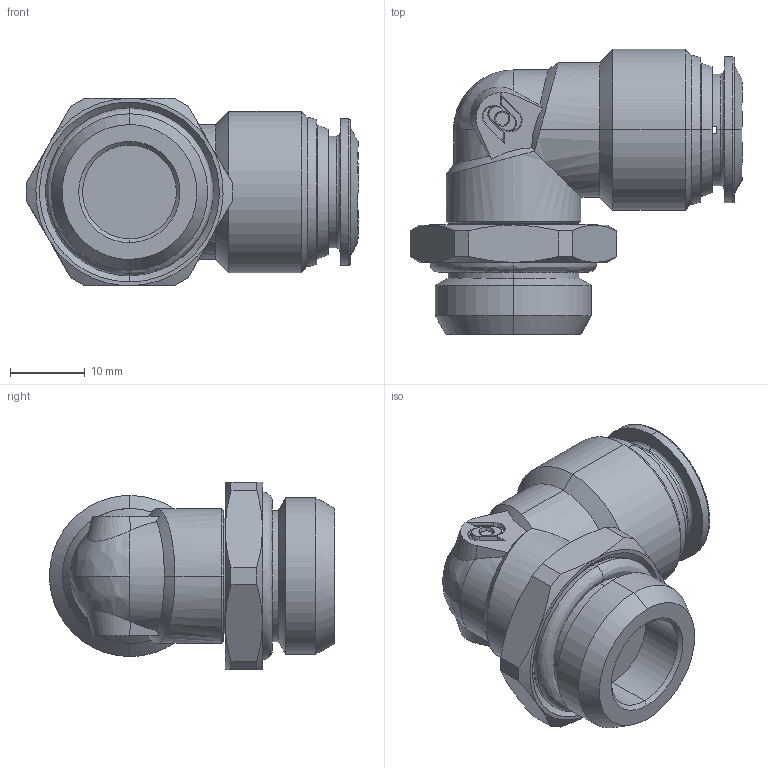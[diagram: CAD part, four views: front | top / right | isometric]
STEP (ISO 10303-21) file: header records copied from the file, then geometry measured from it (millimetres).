
FILE_DESCRIPTION (( 'STEP AP214' ), '1' );
FILE_NAME ('PL12-G04_ME.STEP', '2018-09-06T13:04:07', ( '' ), ( '' ), 'SwSTEP 2.0', 'SolidWorks 2018', '' );
FILE_SCHEMA (( 'AUTOMOTIVE_DESIGN' ));
Length unit declared in the file: millimetre
Products named in the file (1): PL12-G04_ME
Bounding box: 44.31 x 38.04 x 25 mm (x, y, z)
Volume: 15671.1 mm3; surface area: 6302.6 mm2
Topology: 2 solids, 2 shells, 155 faces, 387 edges, 247 vertices
Faces by surface type: bspline 155
Entity records: 7617 total; most frequent: CARTESIAN_POINT 5319, ORIENTED_EDGE 770, EDGE_CURVE 385, B_SPLINE_CURVE_WITH_KNOTS 286, VERTEX_POINT 247, EDGE_LOOP 174, ADVANCED_FACE 155, FACE_OUTER_BOUND 155
